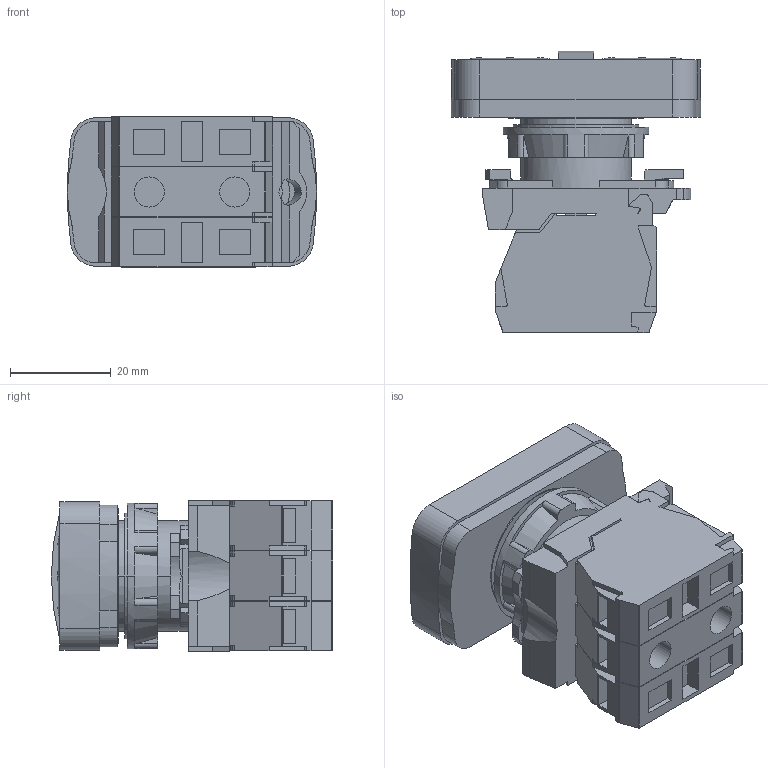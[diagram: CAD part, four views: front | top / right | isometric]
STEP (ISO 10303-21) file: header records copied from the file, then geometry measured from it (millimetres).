
FILE_DESCRIPTION((''),'2;1');
FILE_NAME('LA167-B5-AWA2812315-24V','2024-06-14T',('Administrator'),('zyb.com'),'PRO/ENGINEER BY PARAMETRIC TECHNOLOGY CORPORATION, 2010280','PRO/ENGINEER BY PARAMETRIC TECHNOLOGY CORPORATION, 2010280','');
FILE_SCHEMA(('CONFIG_CONTROL_DESIGN','SHAPE_APPEARANCE_LAYERS_GROUPS'));
Length unit declared in the file: millimetre
Products named in the file (1): LA167-B5-AWA2812315-24V
Bounding box: 49.5 x 55.9 x 30 mm (x, y, z)
Volume: 47739.3 mm3; surface area: 19405.1 mm2
Topology: 1 solids, 1 shells, 676 faces, 1922 edges, 1262 vertices
Faces by surface type: plane 451, cylinder 200, bspline 16, cone 6, torus 2, extrusion 1
Entity records: 28858 total; most frequent: CARTESIAN_POINT 5072, ORIENTED_EDGE 3836, DIRECTION 3553, PRESENTATION_STYLE_ASSIGNMENT 1938, STYLED_ITEM 1919, CURVE_STYLE 1918, EDGE_CURVE 1918, VECTOR 1333
